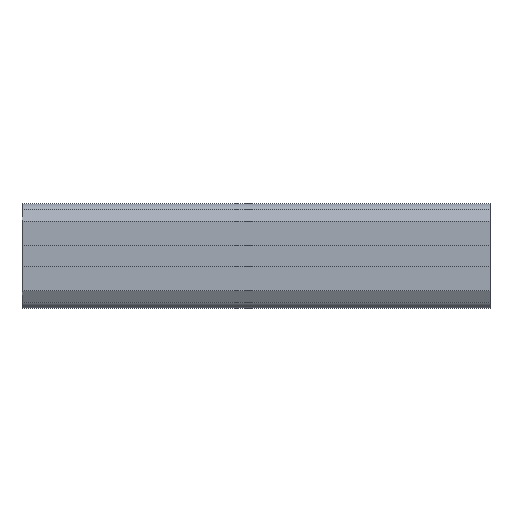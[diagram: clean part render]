
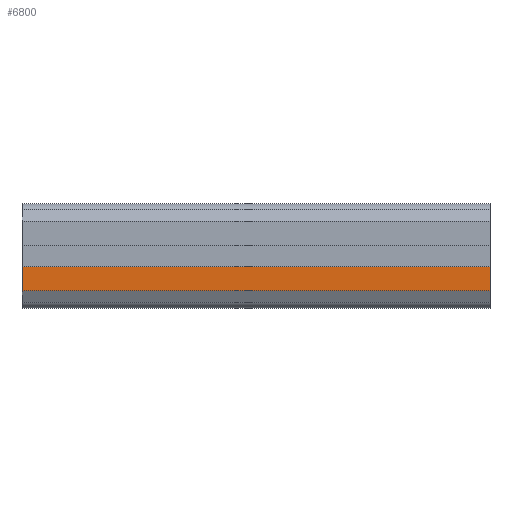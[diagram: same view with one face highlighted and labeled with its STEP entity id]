
A CAD part, front view. The second image highlights one B-rep face of the part: STEP entity #6800.
In plain terms, the highlighted planar face has unit normal (0, -1, 0).
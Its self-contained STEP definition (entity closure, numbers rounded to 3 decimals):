
#6290=CARTESIAN_POINT('',(0.,0.,-9.));
#6300=VERTEX_POINT('',#6290);
#6330=CARTESIAN_POINT('',(0.,0.,-9.));
#6340=DIRECTION('',(1.,0.,0.));
#6350=VECTOR('',#6340,1.);
#6360=LINE('',#6330,#6350);
#6370=CARTESIAN_POINT('',(121.,0.,-9.));
#6380=VERTEX_POINT('',#6370);
#6390=EDGE_CURVE('',#6300,#6380,#6360,.T.);
#6500=CARTESIAN_POINT('',(0.,0.,-9.));
#6510=DIRECTION('',(0.,-1.,0.));
#6520=DIRECTION('',(0.,0.,-1.));
#6530=AXIS2_PLACEMENT_3D('',#6500,#6510,#6520);
#6540=PLANE('',#6530);
#6550=ORIENTED_EDGE('',*,*,#6390,.T.);
#6560=CARTESIAN_POINT('',(0.,0.,-2.75));
#6570=DIRECTION('',(0.,0.,-1.));
#6580=VECTOR('',#6570,1.);
#6590=LINE('',#6560,#6580);
#6600=CARTESIAN_POINT('',(0.,0.,-2.75));
#6610=VERTEX_POINT('',#6600);
#6620=EDGE_CURVE('',#6610,#6300,#6590,.T.);
#6630=ORIENTED_EDGE('',*,*,#6620,.T.);
#6640=CARTESIAN_POINT('',(0.,0.,-2.75));
#6650=DIRECTION('',(1.,0.,0.));
#6660=VECTOR('',#6650,1.);
#6670=LINE('',#6640,#6660);
#6680=CARTESIAN_POINT('',(121.,0.,-2.75));
#6690=VERTEX_POINT('',#6680);
#6700=EDGE_CURVE('',#6610,#6690,#6670,.T.);
#6710=ORIENTED_EDGE('',*,*,#6700,.F.);
#6720=CARTESIAN_POINT('',(121.,0.,-2.75));
#6730=DIRECTION('',(0.,0.,1.));
#6740=VECTOR('',#6730,1.);
#6750=LINE('',#6720,#6740);
#6760=EDGE_CURVE('',#6380,#6690,#6750,.T.);
#6770=ORIENTED_EDGE('',*,*,#6760,.T.);
#6780=EDGE_LOOP('',(#6770,#6710,#6630,#6550));
#6790=FACE_OUTER_BOUND('',#6780,.T.);
#6800=ADVANCED_FACE('',(#6790),#6540,.T.);
